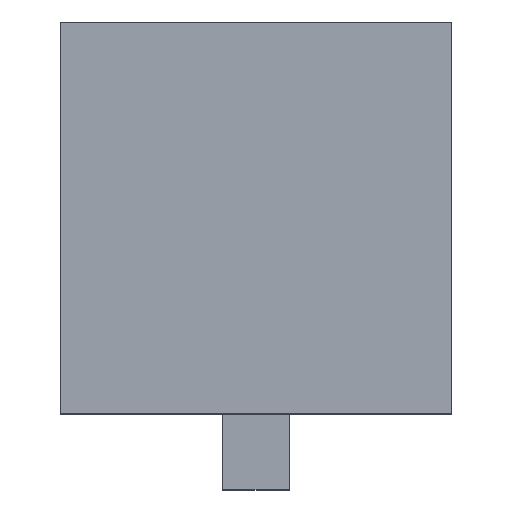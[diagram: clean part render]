
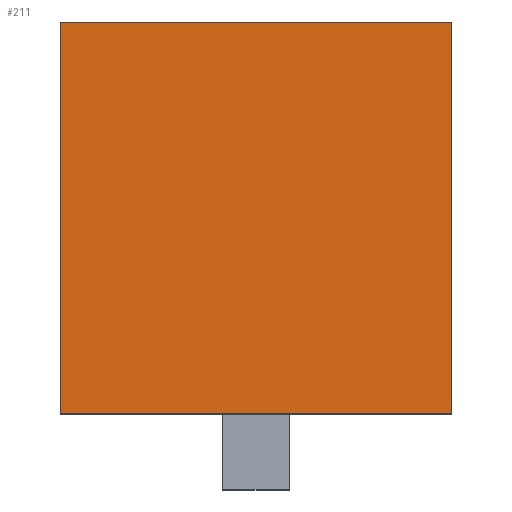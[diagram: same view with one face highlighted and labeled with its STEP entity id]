
A CAD part, top view. The second image highlights one B-rep face of the part: STEP entity #211.
In plain terms, the highlighted planar face has unit normal (0, 0, 1).
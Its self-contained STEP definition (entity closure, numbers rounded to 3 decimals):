
#23 = CARTESIAN_POINT ( 'NONE',  ( 17.5, -17.5, 90. ) ) ;
#60 = FACE_OUTER_BOUND ( 'NONE', #680, .T. ) ;
#77 = CARTESIAN_POINT ( 'NONE',  ( -17.5, 17.5, 90. ) ) ;
#90 = LINE ( 'NONE', #99, #748 ) ;
#99 = CARTESIAN_POINT ( 'NONE',  ( -17.5, 17.5, 90. ) ) ;
#169 = VERTEX_POINT ( 'NONE', #981 ) ;
#174 = VERTEX_POINT ( 'NONE', #1078 ) ;
#211 = ADVANCED_FACE ( 'NONE', ( #60 ), #994, .T. ) ;
#229 = DIRECTION ( 'NONE',  ( 1., 0., 0. ) ) ;
#244 = LINE ( 'NONE', #77, #1020 ) ;
#280 = DIRECTION ( 'NONE',  ( 1., 0., 0. ) ) ;
#310 = DIRECTION ( 'NONE',  ( 0., 0., 1. ) ) ;
#384 = EDGE_CURVE ( 'NONE', #952, #174, #668, .T. ) ;
#422 = DIRECTION ( 'NONE',  ( 0., 1., 0. ) ) ;
#447 = CARTESIAN_POINT ( 'NONE',  ( -17.5, -17.5, 90. ) ) ;
#473 = EDGE_CURVE ( 'NONE', #858, #952, #1047, .T. ) ;
#604 = AXIS2_PLACEMENT_3D ( 'NONE', #1086, #310, #229 ) ;
#614 = CARTESIAN_POINT ( 'NONE',  ( -17.5, -17.5, 90. ) ) ;
#622 = VECTOR ( 'NONE', #280, 1000. ) ;
#661 = DIRECTION ( 'NONE',  ( 0., -1., 0. ) ) ;
#668 = LINE ( 'NONE', #835, #929 ) ;
#680 = EDGE_LOOP ( 'NONE', ( #1015, #1029, #843, #1062 ) ) ;
#697 = EDGE_CURVE ( 'NONE', #169, #858, #244, .T. ) ;
#748 = VECTOR ( 'NONE', #770, 1000. ) ;
#770 = DIRECTION ( 'NONE',  ( -1., 0., 0. ) ) ;
#835 = CARTESIAN_POINT ( 'NONE',  ( 17.5, 17.5, 90. ) ) ;
#841 = EDGE_CURVE ( 'NONE', #174, #169, #90, .T. ) ;
#843 = ORIENTED_EDGE ( 'NONE', *, *, #697, .T. ) ;
#858 = VERTEX_POINT ( 'NONE', #614 ) ;
#929 = VECTOR ( 'NONE', #422, 1000. ) ;
#952 = VERTEX_POINT ( 'NONE', #23 ) ;
#981 = CARTESIAN_POINT ( 'NONE',  ( -17.5, 17.5, 90. ) ) ;
#994 = PLANE ( 'NONE',  #604 ) ;
#1015 = ORIENTED_EDGE ( 'NONE', *, *, #384, .T. ) ;
#1020 = VECTOR ( 'NONE', #661, 1000. ) ;
#1029 = ORIENTED_EDGE ( 'NONE', *, *, #841, .T. ) ;
#1047 = LINE ( 'NONE', #447, #622 ) ;
#1062 = ORIENTED_EDGE ( 'NONE', *, *, #473, .T. ) ;
#1078 = CARTESIAN_POINT ( 'NONE',  ( 17.5, 17.5, 90. ) ) ;
#1086 = CARTESIAN_POINT ( 'NONE',  ( 0., 0., 90. ) ) ;
